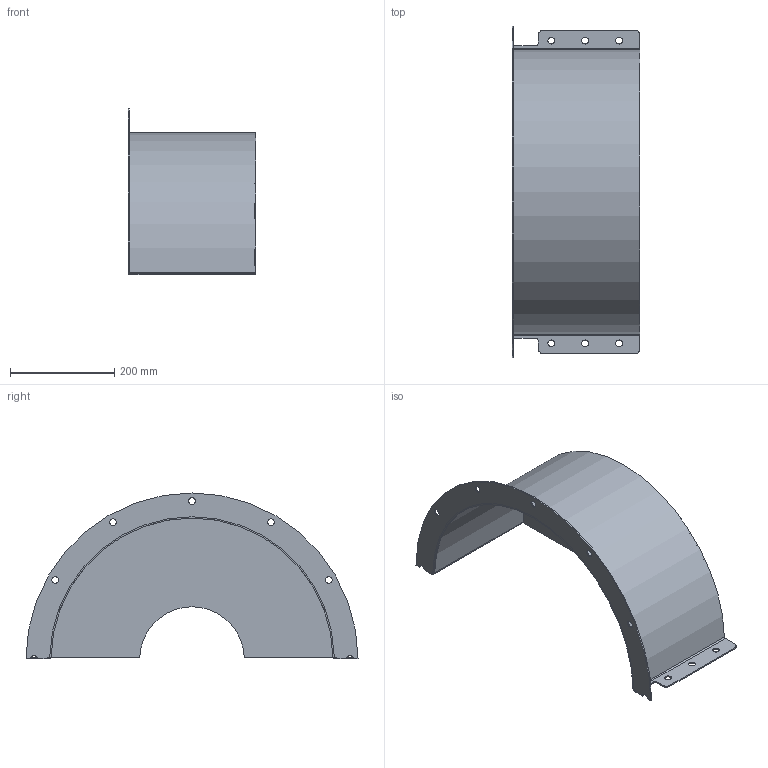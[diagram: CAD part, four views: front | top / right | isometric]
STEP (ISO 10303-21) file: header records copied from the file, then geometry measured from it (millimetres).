
FILE_DESCRIPTION(/* description */ (''),/* implementation_level */ '2;1');
FILE_NAME(/* name */ 'Protection arbre accouplement moteur frein v6.step',/* time_stamp */ '2024-09-17T00:01:31+02:00',/* author */ (''),/* organization */ (''),/* preprocessor_version */ 'ST-DEVELOPER v20',/* originating_system */ 'Autodesk Translation Framework v13.14.0.145',/* authorisation */ '');
FILE_SCHEMA (('AUTOMOTIVE_DESIGN { 1 0 10303 214 3 1 1 }'));
Length unit declared in the file: millimetre
Products named in the file (1): Protection arbre accouplement moteur frein
Bounding box: 245 x 636 x 318 mm (x, y, z)
Volume: 910383.8 mm3; surface area: 743827.7 mm2
Topology: 3 solids, 3 shells, 65 faces, 161 edges, 102 vertices
Faces by surface type: cylinder 35, plane 30
Full cylindrical faces by diameter (mm): 13 x11
Entity records: 2012 total; most frequent: DIRECTION 363, CARTESIAN_POINT 329, ORIENTED_EDGE 322, EDGE_CURVE 161, AXIS2_PLACEMENT_3D 136, VERTEX_POINT 102, LINE 91, VECTOR 91
